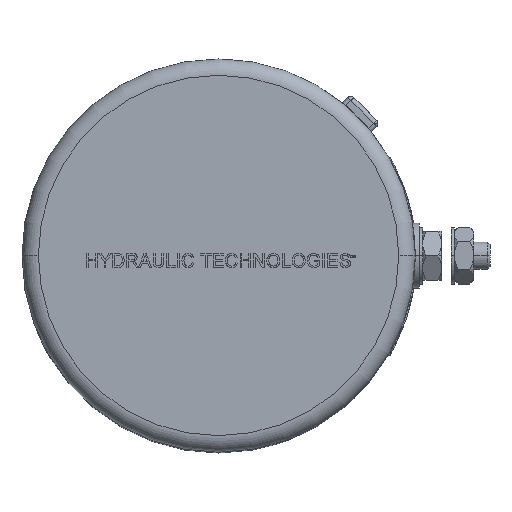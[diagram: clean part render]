
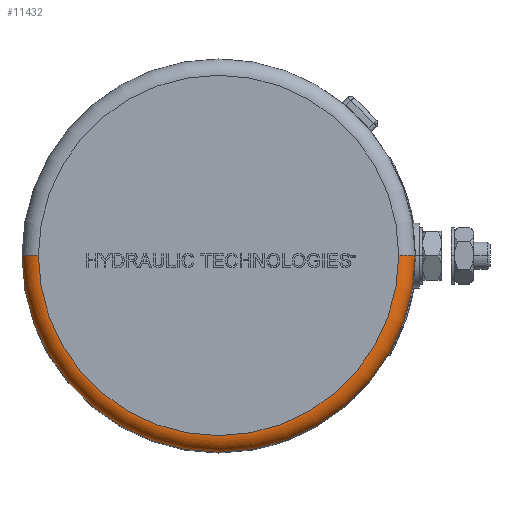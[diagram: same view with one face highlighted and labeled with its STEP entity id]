
A CAD part, top view. The second image highlights one B-rep face of the part: STEP entity #11432.
In plain terms, the highlighted toroidal (fillet/blend) face has major radius 52.388 mm and minor radius 4.763 mm.
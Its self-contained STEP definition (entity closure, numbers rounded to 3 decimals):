
#32 = DIRECTION ( 'NONE',  ( 0., 1., 0. ) ) ;
#418 = DIRECTION ( 'NONE',  ( 0., 0., 1. ) ) ;
#606 = CIRCLE ( 'NONE', #9633, 4.763 ) ;
#1146 = CARTESIAN_POINT ( 'NONE',  ( -41.472, -27.109, 35.539 ) ) ;
#1477 = TOROIDAL_SURFACE ( 'NONE', #2426, 52.388, 4.763 ) ;
#1499 = EDGE_CURVE ( 'NONE', #4484, #4563, #606, .T. ) ;
#1529 = ORIENTED_EDGE ( 'NONE', *, *, #2026, .F. ) ;
#2026 = EDGE_CURVE ( 'NONE', #4563, #4217, #3447, .T. ) ;
#2198 = DIRECTION ( 'NONE',  ( 1., 0., 0. ) ) ;
#2426 = AXIS2_PLACEMENT_3D ( 'NONE', #1146, #418, #2198 ) ;
#2723 = AXIS2_PLACEMENT_3D ( 'NONE', #10554, #3553, #4192 ) ;
#3447 = CIRCLE ( 'NONE', #11494, 52.388 ) ;
#3553 = DIRECTION ( 'NONE',  ( 0., -1., 0. ) ) ;
#3702 = EDGE_LOOP ( 'NONE', ( #8539, #10957, #5986, #1529 ) ) ;
#4192 = DIRECTION ( 'NONE',  ( 0., 0., -1. ) ) ;
#4217 = VERTEX_POINT ( 'NONE', #7976 ) ;
#4439 = CARTESIAN_POINT ( 'NONE',  ( -93.86, -27.109, 40.301 ) ) ;
#4484 = VERTEX_POINT ( 'NONE', #4754 ) ;
#4563 = VERTEX_POINT ( 'NONE', #4439 ) ;
#4699 = EDGE_CURVE ( 'NONE', #7465, #4217, #9654, .T. ) ;
#4754 = CARTESIAN_POINT ( 'NONE',  ( -98.622, -27.109, 35.539 ) ) ;
#5176 = DIRECTION ( 'NONE',  ( 1., 0., 0. ) ) ;
#5952 = CIRCLE ( 'NONE', #11611, 57.15 ) ;
#5986 = ORIENTED_EDGE ( 'NONE', *, *, #4699, .T. ) ;
#6486 = DIRECTION ( 'NONE',  ( 1., 0., 0. ) ) ;
#7465 = VERTEX_POINT ( 'NONE', #9421 ) ;
#7976 = CARTESIAN_POINT ( 'NONE',  ( 10.915, -27.109, 40.301 ) ) ;
#8175 = DIRECTION ( 'NONE',  ( -1., 0., 0. ) ) ;
#8539 = ORIENTED_EDGE ( 'NONE', *, *, #1499, .F. ) ;
#8710 = CARTESIAN_POINT ( 'NONE',  ( -41.472, -27.109, 40.301 ) ) ;
#8963 = EDGE_CURVE ( 'NONE', #7465, #4484, #5952, .T. ) ;
#9293 = CARTESIAN_POINT ( 'NONE',  ( -41.472, -27.109, 35.539 ) ) ;
#9421 = CARTESIAN_POINT ( 'NONE',  ( 15.678, -27.109, 35.539 ) ) ;
#9583 = DIRECTION ( 'NONE',  ( 0., 0., 1. ) ) ;
#9633 = AXIS2_PLACEMENT_3D ( 'NONE', #10800, #32, #8175 ) ;
#9654 = CIRCLE ( 'NONE', #2723, 4.762 ) ;
#10010 = DIRECTION ( 'NONE',  ( 0., 0., -1. ) ) ;
#10138 = FACE_OUTER_BOUND ( 'NONE', #3702, .T. ) ;
#10554 = CARTESIAN_POINT ( 'NONE',  ( 10.915, -27.109, 35.539 ) ) ;
#10800 = CARTESIAN_POINT ( 'NONE',  ( -93.86, -27.109, 35.539 ) ) ;
#10957 = ORIENTED_EDGE ( 'NONE', *, *, #8963, .F. ) ;
#11432 = ADVANCED_FACE ( 'NONE', ( #10138 ), #1477, .T. ) ;
#11494 = AXIS2_PLACEMENT_3D ( 'NONE', #8710, #9583, #5176 ) ;
#11611 = AXIS2_PLACEMENT_3D ( 'NONE', #9293, #10010, #6486 ) ;
